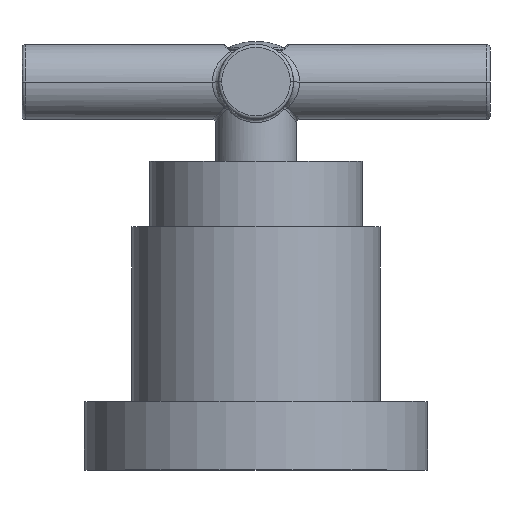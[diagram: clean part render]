
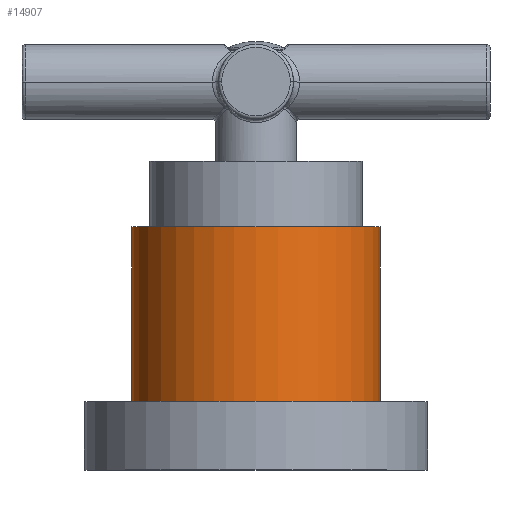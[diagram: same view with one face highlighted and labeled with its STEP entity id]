
A CAD part, top view. The second image highlights one B-rep face of the part: STEP entity #14907.
In plain terms, the highlighted cylindrical face has radius 19.9 mm (diameter 39.8 mm), a partial arc.
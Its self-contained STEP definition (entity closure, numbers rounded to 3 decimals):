
#4650=CARTESIAN_POINT('',(0.,102.7,0.));
#4651=DIRECTION('',(0.,-1.,0.));
#4652=DIRECTION('',(1.,0.,0.));
#4653=AXIS2_PLACEMENT_3D('',#4650,#4651,#4652);
#4665=DIRECTION('',(0.,1.,0.));
#4666=VECTOR('',#4665,28.);
#4667=CARTESIAN_POINT('',(19.9,74.7,0.));
#4668=LINE('',#4667,#4666);
#4669=DIRECTION('',(0.,1.,0.));
#4670=VECTOR('',#4669,28.);
#4671=CARTESIAN_POINT('',(-19.9,74.7,0.));
#4672=LINE('',#4671,#4670);
#4683=CARTESIAN_POINT('',(0.,74.7,0.));
#4684=DIRECTION('',(0.,-1.,0.));
#4685=DIRECTION('',(1.,0.,0.));
#4686=AXIS2_PLACEMENT_3D('',#4683,#4684,#4685);
#7236=CARTESIAN_POINT('',(19.9,102.7,0.));
#7237=CARTESIAN_POINT('',(-19.9,102.7,0.));
#7238=VERTEX_POINT('',#7236);
#7239=VERTEX_POINT('',#7237);
#7244=CARTESIAN_POINT('',(19.9,74.7,0.));
#7245=CARTESIAN_POINT('',(-19.9,74.7,0.));
#7246=VERTEX_POINT('',#7244);
#7247=VERTEX_POINT('',#7245);
#14896=CARTESIAN_POINT('',(0.,104.2,0.));
#14897=DIRECTION('',(0.,-1.,0.));
#14898=DIRECTION('',(-1.,0.,0.));
#14899=AXIS2_PLACEMENT_3D('',#14896,#14897,#14898);
#14900=CYLINDRICAL_SURFACE('',#14899,19.9);
#14901=ORIENTED_EDGE('',*,*,#13563,.T.);
#14902=ORIENTED_EDGE('',*,*,#13540,.T.);
#14903=ORIENTED_EDGE('',*,*,#13513,.F.);
#14904=ORIENTED_EDGE('',*,*,#13537,.F.);
#14905=EDGE_LOOP('',(#14901,#14902,#14903,#14904));
#14906=FACE_OUTER_BOUND('',#14905,.F.);
#14907=ADVANCED_FACE('',(#14906),#14900,.T.);
#4654=CIRCLE('',#4653,19.9);
#4687=CIRCLE('',#4686,19.9);
#13513=EDGE_CURVE('',#7238,#7239,#4654,.T.);
#13537=EDGE_CURVE('',#7246,#7238,#4668,.T.);
#13540=EDGE_CURVE('',#7247,#7239,#4672,.T.);
#13563=EDGE_CURVE('',#7246,#7247,#4687,.T.);
